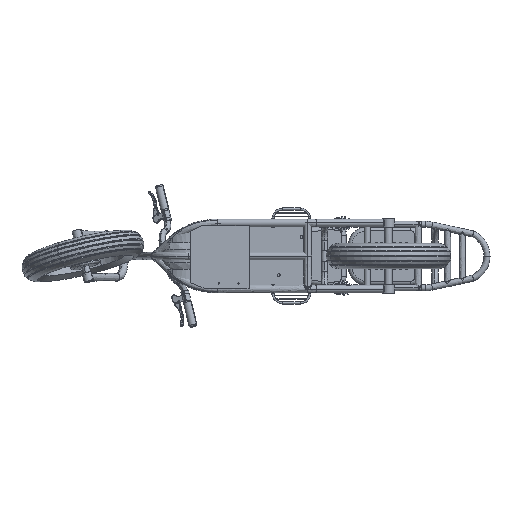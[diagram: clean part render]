
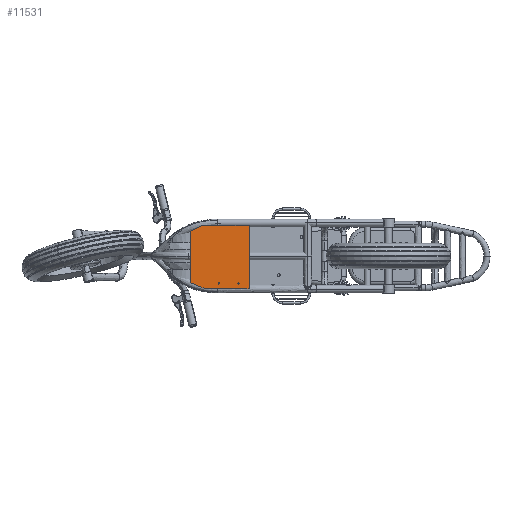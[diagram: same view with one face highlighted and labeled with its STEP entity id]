
A CAD part, front view. The second image highlights one B-rep face of the part: STEP entity #11531.
In plain terms, the highlighted free-form (B-spline) face has degree [1, 1] with [2, 2] control points.
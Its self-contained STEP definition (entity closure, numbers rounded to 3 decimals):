
#11143 = VERTEX_POINT('',#11144);
#11144 = CARTESIAN_POINT('',(-224.255,-223.174,
    -60.172));
#11162 = VERTEX_POINT('',#11163);
#11163 = CARTESIAN_POINT('',(-224.255,-223.174,
    -66.166));
#11168 = EDGE_CURVE('',#11162,#11143,#11169,.T.);
#11169 = ( BOUNDED_CURVE() B_SPLINE_CURVE(2,(#11170,#11171,#11172,#11173
,#11174),.UNSPECIFIED.,.F.,.F.) B_SPLINE_CURVE_WITH_KNOTS((3,2,3),(
    3.142,4.712,6.283),
.PIECEWISE_BEZIER_KNOTS.) CURVE() GEOMETRIC_REPRESENTATION_ITEM() 
RATIONAL_B_SPLINE_CURVE((1.,0.707,1.,0.707,1.)) 
REPRESENTATION_ITEM('') );
#11170 = CARTESIAN_POINT('',(-224.255,-223.174,
    -66.166));
#11171 = CARTESIAN_POINT('',(-227.251,-223.174,
    -66.166));
#11172 = CARTESIAN_POINT('',(-227.251,-223.174,
    -63.169));
#11173 = CARTESIAN_POINT('',(-227.251,-223.174,
    -60.172));
#11174 = CARTESIAN_POINT('',(-224.255,-223.174,
    -60.172));
#11191 = VERTEX_POINT('',#11192);
#11192 = CARTESIAN_POINT('',(-313.488,-223.174,
    -60.172));
#11210 = VERTEX_POINT('',#11211);
#11211 = CARTESIAN_POINT('',(-313.488,-223.174,
    -66.166));
#11216 = EDGE_CURVE('',#11210,#11191,#11217,.T.);
#11217 = ( BOUNDED_CURVE() B_SPLINE_CURVE(2,(#11218,#11219,#11220,#11221
,#11222),.UNSPECIFIED.,.F.,.F.) B_SPLINE_CURVE_WITH_KNOTS((3,2,3),(
    3.142,4.712,6.283),
.PIECEWISE_BEZIER_KNOTS.) CURVE() GEOMETRIC_REPRESENTATION_ITEM() 
RATIONAL_B_SPLINE_CURVE((1.,0.707,1.,0.707,1.)) 
REPRESENTATION_ITEM('') );
#11218 = CARTESIAN_POINT('',(-313.488,-223.174,
    -66.166));
#11219 = CARTESIAN_POINT('',(-316.484,-223.174,
    -66.166));
#11220 = CARTESIAN_POINT('',(-316.484,-223.174,
    -63.169));
#11221 = CARTESIAN_POINT('',(-316.484,-223.174,
    -60.172));
#11222 = CARTESIAN_POINT('',(-313.488,-223.174,
    -60.172));
#11344 = VERTEX_POINT('',#11345);
#11345 = CARTESIAN_POINT('',(-390.193,-223.174,
    198.118));
#11350 = EDGE_CURVE('',#11351,#11344,#11353,.T.);
#11351 = VERTEX_POINT('',#11352);
#11352 = CARTESIAN_POINT('',(-176.308,-223.174,
    198.118));
#11353 = B_SPLINE_CURVE_WITH_KNOTS('',1,(#11354,#11355),.UNSPECIFIED.,
  .F.,.F.,(2,2),(-584.2,-421.037),.PIECEWISE_BEZIER_KNOTS.);
#11354 = CARTESIAN_POINT('',(-176.308,-223.174,
    198.118));
#11355 = CARTESIAN_POINT('',(-390.193,-223.174,
    198.118));
#11402 = VERTEX_POINT('',#11403);
#11403 = CARTESIAN_POINT('',(-442.676,-223.174,
    -59.251));
#11408 = EDGE_CURVE('',#11402,#11409,#11411,.T.);
#11409 = VERTEX_POINT('',#11410);
#11410 = CARTESIAN_POINT('',(-442.676,-223.174,
    173.932));
#11411 = B_SPLINE_CURVE_WITH_KNOTS('',1,(#11412,#11413),.UNSPECIFIED.,
  .F.,.F.,(2,2),(-92.073,85.811),
  .PIECEWISE_BEZIER_KNOTS.);
#11412 = CARTESIAN_POINT('',(-442.676,-223.174,
    -59.251));
#11413 = CARTESIAN_POINT('',(-442.676,-223.174,
    173.932));
#11436 = VERTEX_POINT('',#11437);
#11437 = CARTESIAN_POINT('',(-375.553,-223.174,
    -86.476));
#11442 = EDGE_CURVE('',#11402,#11436,#11443,.T.);
#11443 = B_SPLINE_CURVE_WITH_KNOTS('',1,(#11444,#11445),.UNSPECIFIED.,
  .F.,.F.,(2,2),(387.67,442.927),
  .PIECEWISE_BEZIER_KNOTS.);
#11444 = CARTESIAN_POINT('',(-442.676,-223.174,
    -59.251));
#11445 = CARTESIAN_POINT('',(-375.553,-223.174,
    -86.476));
#11464 = VERTEX_POINT('',#11465);
#11465 = CARTESIAN_POINT('',(-176.308,-223.174,
    -86.476));
#11470 = EDGE_CURVE('',#11464,#11436,#11471,.T.);
#11471 = B_SPLINE_CURVE_WITH_KNOTS('',1,(#11472,#11473),.UNSPECIFIED.,
  .F.,.F.,(2,2),(-584.2,-432.205),.PIECEWISE_BEZIER_KNOTS.);
#11472 = CARTESIAN_POINT('',(-176.308,-223.174,
    -86.476));
#11473 = CARTESIAN_POINT('',(-375.553,-223.174,
    -86.476));
#11501 = EDGE_CURVE('',#11464,#11351,#11502,.T.);
#11502 = B_SPLINE_CURVE_WITH_KNOTS('',1,(#11503,#11504),.UNSPECIFIED.,
  .F.,.F.,(2,2),(-112.842,104.262),
  .PIECEWISE_BEZIER_KNOTS.);
#11503 = CARTESIAN_POINT('',(-176.308,-223.174,
    -86.476));
#11504 = CARTESIAN_POINT('',(-176.308,-223.174,
    198.118));
#11521 = EDGE_CURVE('',#11409,#11344,#11522,.T.);
#11522 = B_SPLINE_CURVE_WITH_KNOTS('',1,(#11523,#11524),.UNSPECIFIED.,
  .F.,.F.,(2,2),(381.94,426.024),
  .PIECEWISE_BEZIER_KNOTS.);
#11523 = CARTESIAN_POINT('',(-442.676,-223.174,
    173.932));
#11524 = CARTESIAN_POINT('',(-390.193,-223.174,
    198.118));
#11531 = ADVANCED_FACE('',(#11532,#11543,#11554),#11562,.F.);
#11532 = FACE_BOUND('',#11533,.T.);
#11533 = EDGE_LOOP('',(#11534,#11542));
#11534 = ORIENTED_EDGE('',*,*,#11535,.T.);
#11535 = EDGE_CURVE('',#11143,#11162,#11536,.T.);
#11536 = ( BOUNDED_CURVE() B_SPLINE_CURVE(2,(#11537,#11538,#11539,#11540
,#11541),.UNSPECIFIED.,.F.,.F.) B_SPLINE_CURVE_WITH_KNOTS((3,2,3),(0.,
1.571,3.142),.PIECEWISE_BEZIER_KNOTS.) CURVE() 
GEOMETRIC_REPRESENTATION_ITEM() RATIONAL_B_SPLINE_CURVE((1.,
0.707,1.,0.707,1.)) REPRESENTATION_ITEM('') );
#11537 = CARTESIAN_POINT('',(-224.255,-223.174,
    -60.172));
#11538 = CARTESIAN_POINT('',(-221.258,-223.174,
    -60.172));
#11539 = CARTESIAN_POINT('',(-221.258,-223.174,
    -63.169));
#11540 = CARTESIAN_POINT('',(-221.258,-223.174,
    -66.166));
#11541 = CARTESIAN_POINT('',(-224.255,-223.174,
    -66.166));
#11542 = ORIENTED_EDGE('',*,*,#11168,.T.);
#11543 = FACE_BOUND('',#11544,.T.);
#11544 = EDGE_LOOP('',(#11545,#11553));
#11545 = ORIENTED_EDGE('',*,*,#11546,.T.);
#11546 = EDGE_CURVE('',#11191,#11210,#11547,.T.);
#11547 = ( BOUNDED_CURVE() B_SPLINE_CURVE(2,(#11548,#11549,#11550,#11551
,#11552),.UNSPECIFIED.,.F.,.F.) B_SPLINE_CURVE_WITH_KNOTS((3,2,3),(0.,
1.571,3.142),.PIECEWISE_BEZIER_KNOTS.) CURVE() 
GEOMETRIC_REPRESENTATION_ITEM() RATIONAL_B_SPLINE_CURVE((1.,
0.707,1.,0.707,1.)) REPRESENTATION_ITEM('') );
#11548 = CARTESIAN_POINT('',(-313.488,-223.174,
    -60.172));
#11549 = CARTESIAN_POINT('',(-310.491,-223.174,
    -60.172));
#11550 = CARTESIAN_POINT('',(-310.491,-223.174,
    -63.169));
#11551 = CARTESIAN_POINT('',(-310.491,-223.174,
    -66.166));
#11552 = CARTESIAN_POINT('',(-313.488,-223.174,
    -66.166));
#11553 = ORIENTED_EDGE('',*,*,#11216,.T.);
#11554 = FACE_BOUND('',#11555,.T.);
#11555 = EDGE_LOOP('',(#11556,#11557,#11558,#11559,#11560,#11561));
#11556 = ORIENTED_EDGE('',*,*,#11408,.F.);
#11557 = ORIENTED_EDGE('',*,*,#11442,.T.);
#11558 = ORIENTED_EDGE('',*,*,#11470,.F.);
#11559 = ORIENTED_EDGE('',*,*,#11501,.T.);
#11560 = ORIENTED_EDGE('',*,*,#11350,.T.);
#11561 = ORIENTED_EDGE('',*,*,#11521,.F.);
#11562 = B_SPLINE_SURFACE_WITH_KNOTS('',1,1,(
    (#11563,#11564)
    ,(#11565,#11566
    )),.UNSPECIFIED.,.F.,.F.,.F.,(2,2),(2,2),(-112.842,
    104.262),(381.,584.2),.PIECEWISE_BEZIER_KNOTS.);
#11563 = CARTESIAN_POINT('',(-442.676,-223.174,
    -86.476));
#11564 = CARTESIAN_POINT('',(-176.308,-223.174,
    -86.476));
#11565 = CARTESIAN_POINT('',(-442.676,-223.174,
    198.118));
#11566 = CARTESIAN_POINT('',(-176.308,-223.174,
    198.118));
